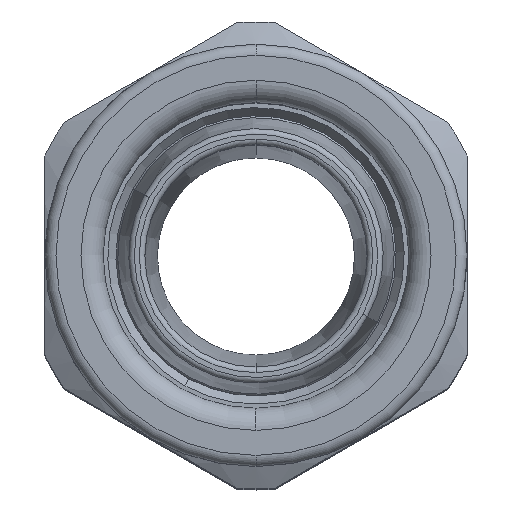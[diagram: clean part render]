
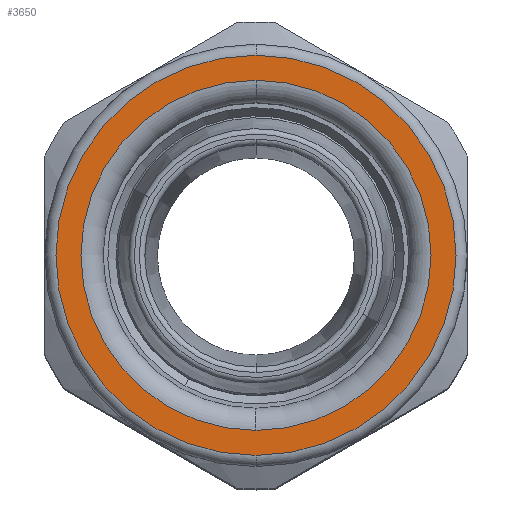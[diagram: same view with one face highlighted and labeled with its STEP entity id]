
A CAD part, top view. The second image highlights one B-rep face of the part: STEP entity #3650.
In plain terms, the highlighted planar face has unit normal (0, 0, 1).
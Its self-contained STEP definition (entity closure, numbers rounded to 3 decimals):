
#3538=AXIS2_PLACEMENT_3D('Circle Axis2P3D',#3536,#3537,$) ;
#3562=AXIS2_PLACEMENT_3D('Circle Axis2P3D',#3560,#3561,$) ;
#3626=AXIS2_PLACEMENT_3D('Plane Axis2P3D',#3623,#3624,#3625) ;
#3630=AXIS2_PLACEMENT_3D('Circle Axis2P3D',#3628,#3629,$) ;
#3639=AXIS2_PLACEMENT_3D('Circle Axis2P3D',#3637,#3638,$) ;
#3533=CARTESIAN_POINT('Vertex',(19.,36.75,88.9)) ;
#3536=CARTESIAN_POINT('Axis2P3D Location',(19.,21.,88.9)) ;
#3540=CARTESIAN_POINT('Vertex',(19.,5.25,88.9)) ;
#3560=CARTESIAN_POINT('Axis2P3D Location',(19.,21.,88.9)) ;
#3623=CARTESIAN_POINT('Axis2P3D Location',(19.,21.,88.9)) ;
#3628=CARTESIAN_POINT('Axis2P3D Location',(19.,21.,88.9)) ;
#3632=CARTESIAN_POINT('Vertex',(19.,3.,88.9)) ;
#3634=CARTESIAN_POINT('Vertex',(19.,39.,88.9)) ;
#3637=CARTESIAN_POINT('Axis2P3D Location',(19.,21.,88.9)) ;
#3537=DIRECTION('Axis2P3D Direction',(0.,0.,1.)) ;
#3561=DIRECTION('Axis2P3D Direction',(0.,0.,1.)) ;
#3624=DIRECTION('Axis2P3D Direction',(0.,0.,1.)) ;
#3625=DIRECTION('Axis2P3D XDirection',(0.,1.,0.)) ;
#3629=DIRECTION('Axis2P3D Direction',(0.,0.,1.)) ;
#3638=DIRECTION('Axis2P3D Direction',(0.,0.,1.)) ;
#3643=ORIENTED_EDGE('',*,*,#3636,.T.) ;
#3644=ORIENTED_EDGE('',*,*,#3641,.T.) ;
#3647=ORIENTED_EDGE('',*,*,#3564,.F.) ;
#3648=ORIENTED_EDGE('',*,*,#3542,.F.) ;
#3649=FACE_BOUND('',#3646,.T.) ;
#3650=ADVANCED_FACE('PartBody',(#3645,#3649),#3627,.T.) ;
#3539=CIRCLE('generated circle',#3538,15.75) ;
#3563=CIRCLE('generated circle',#3562,15.75) ;
#3631=CIRCLE('generated circle',#3630,18.) ;
#3640=CIRCLE('generated circle',#3639,18.) ;
#3542=EDGE_CURVE('',#3534,#3541,#3539,.T.) ;
#3564=EDGE_CURVE('',#3541,#3534,#3563,.T.) ;
#3636=EDGE_CURVE('',#3633,#3635,#3631,.T.) ;
#3641=EDGE_CURVE('',#3635,#3633,#3640,.T.) ;
#3642=EDGE_LOOP('',(#3643,#3644)) ;
#3646=EDGE_LOOP('',(#3647,#3648)) ;
#3645=FACE_OUTER_BOUND('',#3642,.T.) ;
#3627=PLANE('',#3626) ;
#3534=VERTEX_POINT('',#3533) ;
#3541=VERTEX_POINT('',#3540) ;
#3633=VERTEX_POINT('',#3632) ;
#3635=VERTEX_POINT('',#3634) ;
